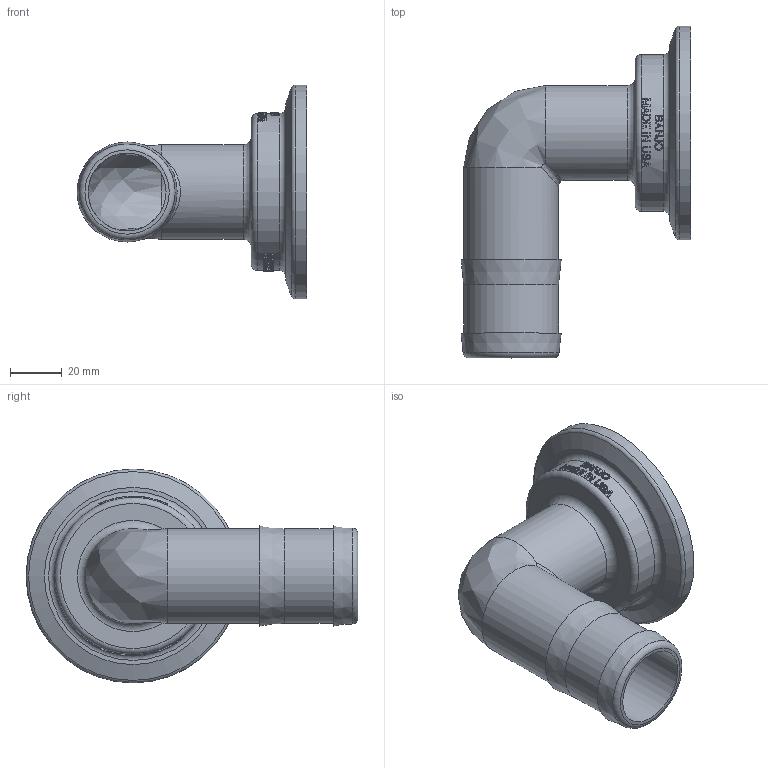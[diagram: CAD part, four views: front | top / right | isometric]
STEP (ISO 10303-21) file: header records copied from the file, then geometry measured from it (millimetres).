
FILE_DESCRIPTION((''),'2;1');
FILE_NAME('M220150BRB90.stp','2013-05-20T08:43:23',('areid'),(''),'Autodesk Inventor 2013','Autodesk Inventor 2013','');
FILE_SCHEMA(('AUTOMOTIVE_DESIGN { 1 0 10303 214 1 1 1 1 }'));
Length unit declared in the file: inch
Products named in the file (1): M220150BRB90
Bounding box: 89.28 x 128.91 x 83.06 mm (x, y, z)
Volume: 91602 mm3; surface area: 43004.4 mm2
Topology: 1 solids, 1 shells, 417 faces, 1097 edges, 727 vertices
Faces by surface type: plane 187, bspline 170, cylinder 51, torus 5, cone 4
Full cylindrical faces by diameter (mm): 30.226 x2, 36.83 x3, 50.8 x1, 60.96 x1, 66.675 x1, 83.058 x1
Entity records: 16040 total; most frequent: CARTESIAN_POINT 6691, ORIENTED_EDGE 2146, DIRECTION 1517, EDGE_CURVE 1073, VERTEX_POINT 723, AXIS2_PLACEMENT_3D 532, EDGE_LOOP 484, VECTOR 453
